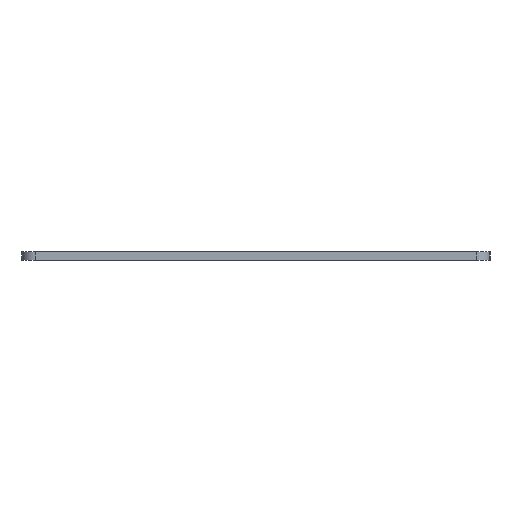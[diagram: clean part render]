
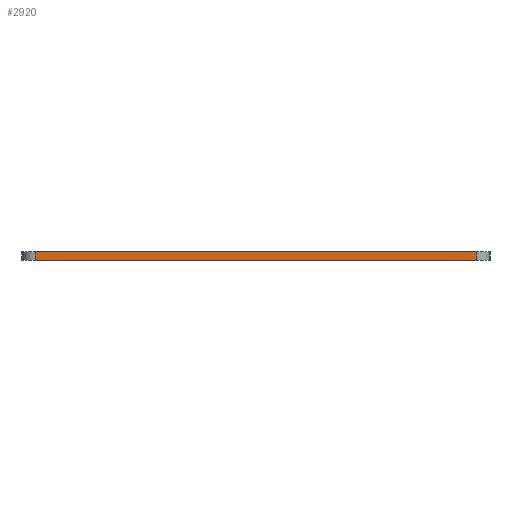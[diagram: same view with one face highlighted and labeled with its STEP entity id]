
A CAD part, left-side view. The second image highlights one B-rep face of the part: STEP entity #2920.
In plain terms, the highlighted planar face has unit normal (-1, 0, 0).
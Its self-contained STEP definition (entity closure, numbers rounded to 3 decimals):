
#44 = PLANE('',#45);
#45 = AXIS2_PLACEMENT_3D('',#46,#47,#48);
#46 = CARTESIAN_POINT('',(190.,0.,0.));
#47 = DIRECTION('',(0.,0.,1.));
#48 = DIRECTION('',(1.,0.,0.));
#72 = CYLINDRICAL_SURFACE('',#73,3.);
#73 = AXIS2_PLACEMENT_3D('',#74,#75,#76);
#74 = CARTESIAN_POINT('',(3.,-49.5,0.));
#75 = DIRECTION('',(0.,0.,1.));
#76 = DIRECTION('',(0.,-1.,0.));
#100 = PLANE('',#101);
#101 = AXIS2_PLACEMENT_3D('',#102,#103,#104);
#102 = CARTESIAN_POINT('',(190.,0.,2.));
#103 = DIRECTION('',(0.,0.,1.));
#104 = DIRECTION('',(1.,0.,0.));
#141 = EDGE_CURVE('',#142,#144,#146,.T.);
#142 = VERTEX_POINT('',#143);
#143 = CARTESIAN_POINT('',(0.,49.5,0.));
#144 = VERTEX_POINT('',#145);
#145 = CARTESIAN_POINT('',(0.,-49.5,0.));
#146 = SURFACE_CURVE('',#147,(#151,#158),.PCURVE_S1.);
#147 = LINE('',#148,#149);
#148 = CARTESIAN_POINT('',(0.,52.5,0.));
#149 = VECTOR('',#150,1.);
#150 = DIRECTION('',(0.,-1.,0.));
#151 = PCURVE('',#44,#152);
#152 = DEFINITIONAL_REPRESENTATION('',(#153),#157);
#153 = LINE('',#154,#155);
#154 = CARTESIAN_POINT('',(-190.,52.5));
#155 = VECTOR('',#156,1.);
#156 = DIRECTION('',(0.,-1.));
#157 = ( GEOMETRIC_REPRESENTATION_CONTEXT(2) 
PARAMETRIC_REPRESENTATION_CONTEXT() REPRESENTATION_CONTEXT('2D SPACE',''
  ) );
#158 = PCURVE('',#159,#164);
#159 = PLANE('',#160);
#160 = AXIS2_PLACEMENT_3D('',#161,#162,#163);
#161 = CARTESIAN_POINT('',(0.,52.5,0.));
#162 = DIRECTION('',(1.,0.,0.));
#163 = DIRECTION('',(0.,-1.,0.));
#164 = DEFINITIONAL_REPRESENTATION('',(#165),#169);
#165 = LINE('',#166,#167);
#166 = CARTESIAN_POINT('',(0.,0.));
#167 = VECTOR('',#168,1.);
#168 = DIRECTION('',(1.,0.));
#169 = ( GEOMETRIC_REPRESENTATION_CONTEXT(2) 
PARAMETRIC_REPRESENTATION_CONTEXT() REPRESENTATION_CONTEXT('2D SPACE',''
  ) );
#1278 = CYLINDRICAL_SURFACE('',#1279,3.);
#1279 = AXIS2_PLACEMENT_3D('',#1280,#1281,#1282);
#1280 = CARTESIAN_POINT('',(3.,49.5,0.));
#1281 = DIRECTION('',(0.,0.,1.));
#1282 = DIRECTION('',(-1.,0.,0.));
#1644 = EDGE_CURVE('',#144,#1645,#1647,.T.);
#1645 = VERTEX_POINT('',#1646);
#1646 = CARTESIAN_POINT('',(0.,-49.5,2.));
#1647 = SURFACE_CURVE('',#1648,(#1652,#1659),.PCURVE_S1.);
#1648 = LINE('',#1649,#1650);
#1649 = CARTESIAN_POINT('',(0.,-49.5,0.));
#1650 = VECTOR('',#1651,1.);
#1651 = DIRECTION('',(0.,0.,1.));
#1652 = PCURVE('',#72,#1653);
#1653 = DEFINITIONAL_REPRESENTATION('',(#1654),#1658);
#1654 = LINE('',#1655,#1656);
#1655 = CARTESIAN_POINT('',(-1.571,0.));
#1656 = VECTOR('',#1657,1.);
#1657 = DIRECTION('',(-0.,1.));
#1658 = ( GEOMETRIC_REPRESENTATION_CONTEXT(2) 
PARAMETRIC_REPRESENTATION_CONTEXT() REPRESENTATION_CONTEXT('2D SPACE',''
  ) );
#1659 = PCURVE('',#159,#1660);
#1660 = DEFINITIONAL_REPRESENTATION('',(#1661),#1665);
#1661 = LINE('',#1662,#1663);
#1662 = CARTESIAN_POINT('',(102.,0.));
#1663 = VECTOR('',#1664,1.);
#1664 = DIRECTION('',(0.,-1.));
#1665 = ( GEOMETRIC_REPRESENTATION_CONTEXT(2) 
PARAMETRIC_REPRESENTATION_CONTEXT() REPRESENTATION_CONTEXT('2D SPACE',''
  ) );
#1747 = EDGE_CURVE('',#1748,#1645,#1750,.T.);
#1748 = VERTEX_POINT('',#1749);
#1749 = CARTESIAN_POINT('',(0.,49.5,2.));
#1750 = SURFACE_CURVE('',#1751,(#1755,#1762),.PCURVE_S1.);
#1751 = LINE('',#1752,#1753);
#1752 = CARTESIAN_POINT('',(0.,52.5,2.));
#1753 = VECTOR('',#1754,1.);
#1754 = DIRECTION('',(0.,-1.,0.));
#1755 = PCURVE('',#100,#1756);
#1756 = DEFINITIONAL_REPRESENTATION('',(#1757),#1761);
#1757 = LINE('',#1758,#1759);
#1758 = CARTESIAN_POINT('',(-190.,52.5));
#1759 = VECTOR('',#1760,1.);
#1760 = DIRECTION('',(0.,-1.));
#1761 = ( GEOMETRIC_REPRESENTATION_CONTEXT(2) 
PARAMETRIC_REPRESENTATION_CONTEXT() REPRESENTATION_CONTEXT('2D SPACE',''
  ) );
#1762 = PCURVE('',#159,#1763);
#1763 = DEFINITIONAL_REPRESENTATION('',(#1764),#1768);
#1764 = LINE('',#1765,#1766);
#1765 = CARTESIAN_POINT('',(0.,-2.));
#1766 = VECTOR('',#1767,1.);
#1767 = DIRECTION('',(1.,0.));
#1768 = ( GEOMETRIC_REPRESENTATION_CONTEXT(2) 
PARAMETRIC_REPRESENTATION_CONTEXT() REPRESENTATION_CONTEXT('2D SPACE',''
  ) );
#2920 = ADVANCED_FACE('',(#2921),#159,.F.);
#2921 = FACE_BOUND('',#2922,.F.);
#2922 = EDGE_LOOP('',(#2923,#2924,#2945,#2946));
#2923 = ORIENTED_EDGE('',*,*,#141,.F.);
#2924 = ORIENTED_EDGE('',*,*,#2925,.T.);
#2925 = EDGE_CURVE('',#142,#1748,#2926,.T.);
#2926 = SURFACE_CURVE('',#2927,(#2931,#2938),.PCURVE_S1.);
#2927 = LINE('',#2928,#2929);
#2928 = CARTESIAN_POINT('',(0.,49.5,0.));
#2929 = VECTOR('',#2930,1.);
#2930 = DIRECTION('',(0.,0.,1.));
#2931 = PCURVE('',#159,#2932);
#2932 = DEFINITIONAL_REPRESENTATION('',(#2933),#2937);
#2933 = LINE('',#2934,#2935);
#2934 = CARTESIAN_POINT('',(3.,0.));
#2935 = VECTOR('',#2936,1.);
#2936 = DIRECTION('',(0.,-1.));
#2937 = ( GEOMETRIC_REPRESENTATION_CONTEXT(2) 
PARAMETRIC_REPRESENTATION_CONTEXT() REPRESENTATION_CONTEXT('2D SPACE',''
  ) );
#2938 = PCURVE('',#1278,#2939);
#2939 = DEFINITIONAL_REPRESENTATION('',(#2940),#2944);
#2940 = LINE('',#2941,#2942);
#2941 = CARTESIAN_POINT('',(-0.,0.));
#2942 = VECTOR('',#2943,1.);
#2943 = DIRECTION('',(-0.,1.));
#2944 = ( GEOMETRIC_REPRESENTATION_CONTEXT(2) 
PARAMETRIC_REPRESENTATION_CONTEXT() REPRESENTATION_CONTEXT('2D SPACE',''
  ) );
#2945 = ORIENTED_EDGE('',*,*,#1747,.T.);
#2946 = ORIENTED_EDGE('',*,*,#1644,.F.);
